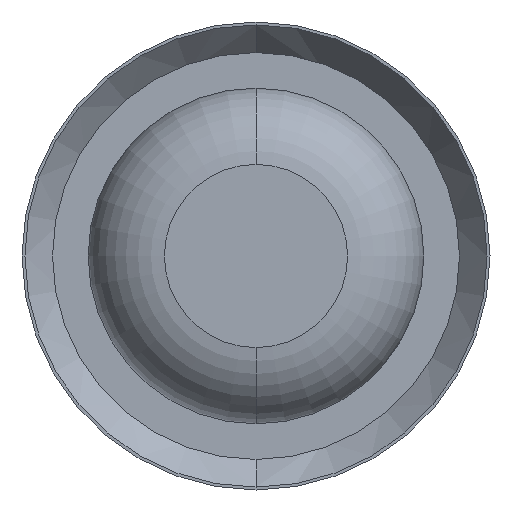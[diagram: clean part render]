
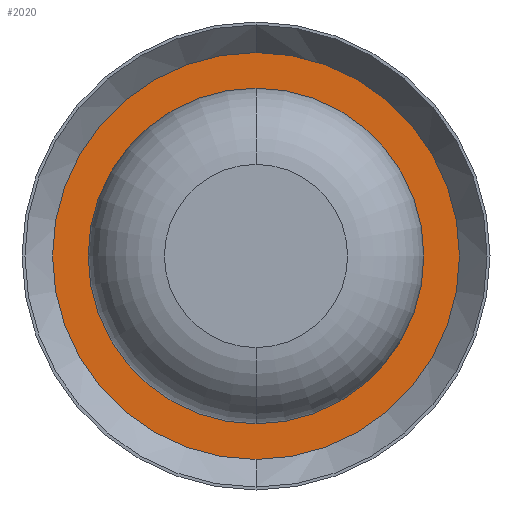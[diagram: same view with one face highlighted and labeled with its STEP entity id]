
A CAD part, front view. The second image highlights one B-rep face of the part: STEP entity #2020.
In plain terms, the highlighted planar face has unit normal (0, -1, 0).
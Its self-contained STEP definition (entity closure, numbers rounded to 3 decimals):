
#176 = DIRECTION ( 'NONE',  ( 0., 1., 0. ) ) ;
#369 = CARTESIAN_POINT ( 'NONE',  ( 0., -2., -1. ) ) ;
#449 = CARTESIAN_POINT ( 'NONE',  ( 0., -2., 0. ) ) ;
#485 = EDGE_LOOP ( 'NONE', ( #3168, #1113 ) ) ;
#717 = CARTESIAN_POINT ( 'NONE',  ( 0., -2., 0. ) ) ;
#977 = CARTESIAN_POINT ( 'NONE',  ( 0., -2., 0. ) ) ;
#1023 = CARTESIAN_POINT ( 'NONE',  ( 0., -2., 0.825 ) ) ;
#1060 = VERTEX_POINT ( 'NONE', #2669 ) ;
#1113 = ORIENTED_EDGE ( 'NONE', *, *, #1732, .T. ) ;
#1115 = CIRCLE ( 'NONE', #3344, 0.825 ) ;
#1123 = CARTESIAN_POINT ( 'NONE',  ( 1., -2., 0. ) ) ;
#1217 = FACE_BOUND ( 'NONE', #485, .T. ) ;
#1243 = ORIENTED_EDGE ( 'NONE', *, *, #1308, .F. ) ;
#1280 = DIRECTION ( 'NONE',  ( 0., 0., 1. ) ) ;
#1301 = EDGE_CURVE ( 'NONE', #1780, #3497, #3590, .T. ) ;
#1308 = EDGE_CURVE ( 'NONE', #3497, #1780, #3084, .T. ) ;
#1336 = AXIS2_PLACEMENT_3D ( 'NONE', #449, #176, #3990 ) ;
#1372 = DIRECTION ( 'NONE',  ( 0., 0., 1. ) ) ;
#1416 = CIRCLE ( 'NONE', #1336, 0.825 ) ;
#1569 = AXIS2_PLACEMENT_3D ( 'NONE', #1123, #4012, #4027 ) ;
#1670 = DIRECTION ( 'NONE',  ( 0., 1., 0. ) ) ;
#1719 = DIRECTION ( 'NONE',  ( 0., 1., 0. ) ) ;
#1728 = ORIENTED_EDGE ( 'NONE', *, *, #1301, .F. ) ;
#1732 = EDGE_CURVE ( 'NONE', #1060, #2891, #1115, .T. ) ;
#1780 = VERTEX_POINT ( 'NONE', #3074 ) ;
#1795 = EDGE_LOOP ( 'NONE', ( #1728, #1243 ) ) ;
#1816 = PLANE ( 'NONE',  #1569 ) ;
#1886 = FACE_OUTER_BOUND ( 'NONE', #1795, .T. ) ;
#1974 = DIRECTION ( 'NONE',  ( 0., 1., 0. ) ) ;
#2020 = ADVANCED_FACE ( 'NONE', ( #1886, #1217 ), #1816, .F. ) ;
#2045 = EDGE_CURVE ( 'NONE', #2891, #1060, #1416, .T. ) ;
#2051 = AXIS2_PLACEMENT_3D ( 'NONE', #2605, #1670, #1280 ) ;
#2605 = CARTESIAN_POINT ( 'NONE',  ( 0., -2., 0. ) ) ;
#2669 = CARTESIAN_POINT ( 'NONE',  ( 0., -2., -0.825 ) ) ;
#2891 = VERTEX_POINT ( 'NONE', #1023 ) ;
#2929 = DIRECTION ( 'NONE',  ( 0., 0., 1. ) ) ;
#3074 = CARTESIAN_POINT ( 'NONE',  ( 0., -2., 1. ) ) ;
#3084 = CIRCLE ( 'NONE', #3583, 1. ) ;
#3168 = ORIENTED_EDGE ( 'NONE', *, *, #2045, .T. ) ;
#3344 = AXIS2_PLACEMENT_3D ( 'NONE', #717, #1719, #1372 ) ;
#3497 = VERTEX_POINT ( 'NONE', #369 ) ;
#3583 = AXIS2_PLACEMENT_3D ( 'NONE', #977, #1974, #2929 ) ;
#3590 = CIRCLE ( 'NONE', #2051, 1. ) ;
#3990 = DIRECTION ( 'NONE',  ( 0., 0., 1. ) ) ;
#4012 = DIRECTION ( 'NONE',  ( 0., 1., 0. ) ) ;
#4027 = DIRECTION ( 'NONE',  ( 0., 0., 1. ) ) ;
